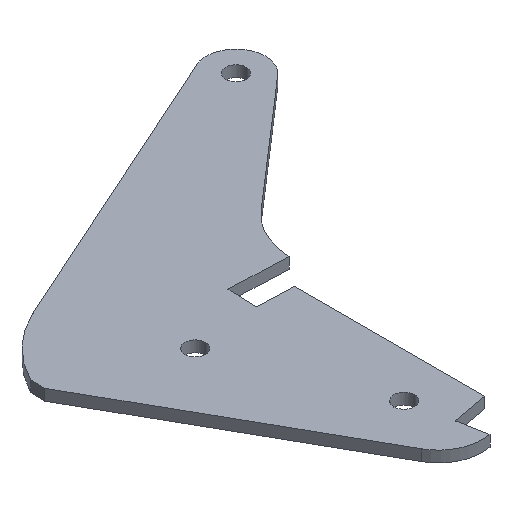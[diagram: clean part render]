
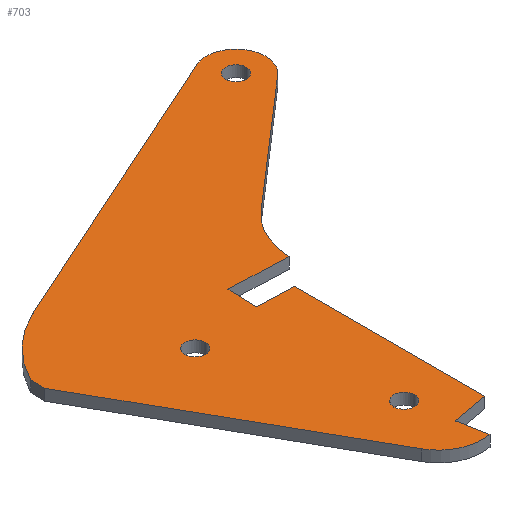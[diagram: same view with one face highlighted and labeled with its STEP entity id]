
A CAD part, isometric view. The second image highlights one B-rep face of the part: STEP entity #703.
In plain terms, the highlighted planar face has unit normal (0, 0, 1).
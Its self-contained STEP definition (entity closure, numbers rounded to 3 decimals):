
#36=CARTESIAN_POINT('Axis2P3D Location',(375.77,-25.607,1.5)) ;
#40=CARTESIAN_POINT('Vertex',(376.856,-31.508,1.5)) ;
#42=CARTESIAN_POINT('Vertex',(370.546,-28.557,1.5)) ;
#76=CARTESIAN_POINT('Line Origine',(361.348,-12.273,1.5)) ;
#80=CARTESIAN_POINT('Vertex',(352.15,4.011,1.5)) ;
#107=CARTESIAN_POINT('Line Origine',(352.182,5.011,1.5)) ;
#111=CARTESIAN_POINT('Vertex',(352.215,6.01,1.5)) ;
#138=CARTESIAN_POINT('Axis2P3D Location',(367.,-1.478,1.5)) ;
#142=CARTESIAN_POINT('Vertex',(360.218,13.644,1.5)) ;
#169=CARTESIAN_POINT('Line Origine',(380.29,22.647,1.5)) ;
#173=CARTESIAN_POINT('Vertex',(400.363,31.65,1.5)) ;
#200=CARTESIAN_POINT('Axis2P3D Location',(402.,28.,1.5)) ;
#204=CARTESIAN_POINT('Vertex',(404.622,24.979,1.5)) ;
#231=CARTESIAN_POINT('Line Origine',(396.097,17.579,1.5)) ;
#235=CARTESIAN_POINT('Vertex',(387.572,10.179,1.5)) ;
#262=CARTESIAN_POINT('Axis2P3D Location',(394.127,2.627,1.5)) ;
#266=CARTESIAN_POINT('Vertex',(384.133,2.958,1.5)) ;
#293=CARTESIAN_POINT('Line Origine',(380.135,3.091,1.5)) ;
#297=CARTESIAN_POINT('Vertex',(376.137,3.223,1.5)) ;
#324=CARTESIAN_POINT('Line Origine',(376.071,1.225,1.5)) ;
#328=CARTESIAN_POINT('Vertex',(376.004,-0.774,1.5)) ;
#355=CARTESIAN_POINT('Line Origine',(378.502,-0.857,1.5)) ;
#359=CARTESIAN_POINT('Vertex',(381.,-0.94,1.5)) ;
#386=CARTESIAN_POINT('Line Origine',(381.,-13.809,1.5)) ;
#390=CARTESIAN_POINT('Vertex',(381.,-26.678,1.5)) ;
#417=CARTESIAN_POINT('Line Origine',(378.566,-27.126,1.5)) ;
#421=CARTESIAN_POINT('Vertex',(376.132,-27.574,1.5)) ;
#448=CARTESIAN_POINT('Line Origine',(376.494,-29.541,1.5)) ;
#476=CARTESIAN_POINT('Vertex',(400.6,28.,1.5)) ;
#490=CARTESIAN_POINT('Vertex',(403.4,28.,1.5)) ;
#493=CARTESIAN_POINT('Axis2P3D Location',(402.,28.,1.5)) ;
#510=CARTESIAN_POINT('Axis2P3D Location',(402.,28.,1.5)) ;
#533=CARTESIAN_POINT('Vertex',(368.4,-1.478,1.5)) ;
#547=CARTESIAN_POINT('Vertex',(365.6,-1.478,1.5)) ;
#550=CARTESIAN_POINT('Axis2P3D Location',(367.,-1.478,1.5)) ;
#567=CARTESIAN_POINT('Axis2P3D Location',(367.,-1.478,1.5)) ;
#590=CARTESIAN_POINT('Vertex',(376.4,-21.753,1.5)) ;
#604=CARTESIAN_POINT('Vertex',(373.6,-21.753,1.5)) ;
#607=CARTESIAN_POINT('Axis2P3D Location',(375.,-21.753,1.5)) ;
#624=CARTESIAN_POINT('Axis2P3D Location',(375.,-21.753,1.5)) ;
#670=CARTESIAN_POINT('Axis2P3D Location',(0.,0.,1.5)) ;
#78=VECTOR('Line Direction',#77,1.) ;
#109=VECTOR('Line Direction',#108,1.) ;
#171=VECTOR('Line Direction',#170,1.) ;
#233=VECTOR('Line Direction',#232,1.) ;
#295=VECTOR('Line Direction',#294,1.) ;
#326=VECTOR('Line Direction',#325,1.) ;
#357=VECTOR('Line Direction',#356,1.) ;
#388=VECTOR('Line Direction',#387,1.) ;
#419=VECTOR('Line Direction',#418,1.) ;
#450=VECTOR('Line Direction',#449,1.) ;
#37=DIRECTION('Axis2P3D Direction',(0.,0.,-1.)) ;
#77=DIRECTION('Vector Direction',(0.492,-0.871,0.)) ;
#108=DIRECTION('Vector Direction',(0.033,0.999,0.)) ;
#139=DIRECTION('Axis2P3D Direction',(0.,0.,-1.)) ;
#170=DIRECTION('Vector Direction',(0.912,0.409,0.)) ;
#201=DIRECTION('Axis2P3D Direction',(0.,0.,-1.)) ;
#232=DIRECTION('Vector Direction',(-0.755,-0.656,0.)) ;
#263=DIRECTION('Axis2P3D Direction',(0.,0.,-1.)) ;
#294=DIRECTION('Vector Direction',(0.999,-0.033,0.)) ;
#325=DIRECTION('Vector Direction',(0.033,0.999,0.)) ;
#356=DIRECTION('Vector Direction',(-0.999,0.033,0.)) ;
#387=DIRECTION('Vector Direction',(0.,1.,0.)) ;
#418=DIRECTION('Vector Direction',(0.983,0.181,0.)) ;
#449=DIRECTION('Vector Direction',(-0.181,0.983,0.)) ;
#494=DIRECTION('Axis2P3D Direction',(0.,0.,-1.)) ;
#511=DIRECTION('Axis2P3D Direction',(0.,0.,-1.)) ;
#551=DIRECTION('Axis2P3D Direction',(0.,0.,-1.)) ;
#568=DIRECTION('Axis2P3D Direction',(0.,0.,-1.)) ;
#608=DIRECTION('Axis2P3D Direction',(0.,0.,-1.)) ;
#625=DIRECTION('Axis2P3D Direction',(0.,0.,-1.)) ;
#671=DIRECTION('Axis2P3D Direction',(0.,0.,-1.)) ;
#672=DIRECTION('Axis2P3D XDirection',(1.,0.,0.)) ;
#38=AXIS2_PLACEMENT_3D('Circle Axis2P3D',#36,#37,$) ;
#140=AXIS2_PLACEMENT_3D('Circle Axis2P3D',#138,#139,$) ;
#202=AXIS2_PLACEMENT_3D('Circle Axis2P3D',#200,#201,$) ;
#264=AXIS2_PLACEMENT_3D('Circle Axis2P3D',#262,#263,$) ;
#495=AXIS2_PLACEMENT_3D('Circle Axis2P3D',#493,#494,$) ;
#512=AXIS2_PLACEMENT_3D('Circle Axis2P3D',#510,#511,$) ;
#552=AXIS2_PLACEMENT_3D('Circle Axis2P3D',#550,#551,$) ;
#569=AXIS2_PLACEMENT_3D('Circle Axis2P3D',#567,#568,$) ;
#609=AXIS2_PLACEMENT_3D('Circle Axis2P3D',#607,#608,$) ;
#626=AXIS2_PLACEMENT_3D('Circle Axis2P3D',#624,#625,$) ;
#673=AXIS2_PLACEMENT_3D('Plane Axis2P3D',#670,#671,#672) ;
#79=LINE('Line',#76,#78) ;
#110=LINE('Line',#107,#109) ;
#172=LINE('Line',#169,#171) ;
#234=LINE('Line',#231,#233) ;
#296=LINE('Line',#293,#295) ;
#327=LINE('Line',#324,#326) ;
#358=LINE('Line',#355,#357) ;
#389=LINE('Line',#386,#388) ;
#420=LINE('Line',#417,#419) ;
#451=LINE('Line',#448,#450) ;
#39=CIRCLE('generated circle',#38,6.) ;
#141=CIRCLE('generated circle',#140,16.573) ;
#203=CIRCLE('generated circle',#202,4.) ;
#265=CIRCLE('generated circle',#264,10.) ;
#496=CIRCLE('generated circle',#495,1.4) ;
#513=CIRCLE('generated circle',#512,1.4) ;
#553=CIRCLE('generated circle',#552,1.4) ;
#570=CIRCLE('generated circle',#569,1.4) ;
#610=CIRCLE('generated circle',#609,1.4) ;
#627=CIRCLE('generated circle',#626,1.4) ;
#674=PLANE('',#673) ;
#694=FACE_BOUND('',#691,.T.) ;
#698=FACE_BOUND('',#695,.T.) ;
#702=FACE_BOUND('',#699,.T.) ;
#44=EDGE_CURVE('',#41,#43,#39,.T.) ;
#82=EDGE_CURVE('',#43,#81,#79,.F.) ;
#113=EDGE_CURVE('',#81,#112,#110,.T.) ;
#144=EDGE_CURVE('',#112,#143,#141,.T.) ;
#175=EDGE_CURVE('',#143,#174,#172,.T.) ;
#206=EDGE_CURVE('',#174,#205,#203,.T.) ;
#237=EDGE_CURVE('',#205,#236,#234,.T.) ;
#268=EDGE_CURVE('',#236,#267,#265,.F.) ;
#299=EDGE_CURVE('',#267,#298,#296,.F.) ;
#330=EDGE_CURVE('',#298,#329,#327,.F.) ;
#361=EDGE_CURVE('',#329,#360,#358,.F.) ;
#392=EDGE_CURVE('',#360,#391,#389,.F.) ;
#423=EDGE_CURVE('',#391,#422,#420,.F.) ;
#452=EDGE_CURVE('',#422,#41,#451,.F.) ;
#497=EDGE_CURVE('',#477,#491,#496,.T.) ;
#514=EDGE_CURVE('',#491,#477,#513,.T.) ;
#554=EDGE_CURVE('',#534,#548,#553,.T.) ;
#571=EDGE_CURVE('',#548,#534,#570,.T.) ;
#611=EDGE_CURVE('',#591,#605,#610,.T.) ;
#628=EDGE_CURVE('',#605,#591,#627,.T.) ;
#676=ORIENTED_EDGE('',*,*,#452,.F.) ;
#677=ORIENTED_EDGE('',*,*,#423,.F.) ;
#678=ORIENTED_EDGE('',*,*,#392,.F.) ;
#679=ORIENTED_EDGE('',*,*,#361,.F.) ;
#680=ORIENTED_EDGE('',*,*,#330,.F.) ;
#681=ORIENTED_EDGE('',*,*,#299,.F.) ;
#682=ORIENTED_EDGE('',*,*,#268,.F.) ;
#683=ORIENTED_EDGE('',*,*,#237,.F.) ;
#684=ORIENTED_EDGE('',*,*,#206,.F.) ;
#685=ORIENTED_EDGE('',*,*,#175,.F.) ;
#686=ORIENTED_EDGE('',*,*,#144,.F.) ;
#687=ORIENTED_EDGE('',*,*,#113,.F.) ;
#688=ORIENTED_EDGE('',*,*,#82,.F.) ;
#689=ORIENTED_EDGE('',*,*,#44,.F.) ;
#692=ORIENTED_EDGE('',*,*,#514,.T.) ;
#693=ORIENTED_EDGE('',*,*,#497,.T.) ;
#696=ORIENTED_EDGE('',*,*,#571,.T.) ;
#697=ORIENTED_EDGE('',*,*,#554,.T.) ;
#700=ORIENTED_EDGE('',*,*,#628,.T.) ;
#701=ORIENTED_EDGE('',*,*,#611,.T.) ;
#675=EDGE_LOOP('',(#676,#677,#678,#679,#680,#681,#682,#683,#684,#685,#686,#687,#688,#689)) ;
#691=EDGE_LOOP('',(#692,#693)) ;
#695=EDGE_LOOP('',(#696,#697)) ;
#699=EDGE_LOOP('',(#700,#701)) ;
#41=VERTEX_POINT('',#40) ;
#43=VERTEX_POINT('',#42) ;
#81=VERTEX_POINT('',#80) ;
#112=VERTEX_POINT('',#111) ;
#143=VERTEX_POINT('',#142) ;
#174=VERTEX_POINT('',#173) ;
#205=VERTEX_POINT('',#204) ;
#236=VERTEX_POINT('',#235) ;
#267=VERTEX_POINT('',#266) ;
#298=VERTEX_POINT('',#297) ;
#329=VERTEX_POINT('',#328) ;
#360=VERTEX_POINT('',#359) ;
#391=VERTEX_POINT('',#390) ;
#422=VERTEX_POINT('',#421) ;
#477=VERTEX_POINT('',#476) ;
#491=VERTEX_POINT('',#490) ;
#534=VERTEX_POINT('',#533) ;
#548=VERTEX_POINT('',#547) ;
#591=VERTEX_POINT('',#590) ;
#605=VERTEX_POINT('',#604) ;
#703=ADVANCED_FACE('PartBody',(#690,#694,#698,#702),#674,.F.) ;
#690=FACE_OUTER_BOUND('',#675,.T.) ;
